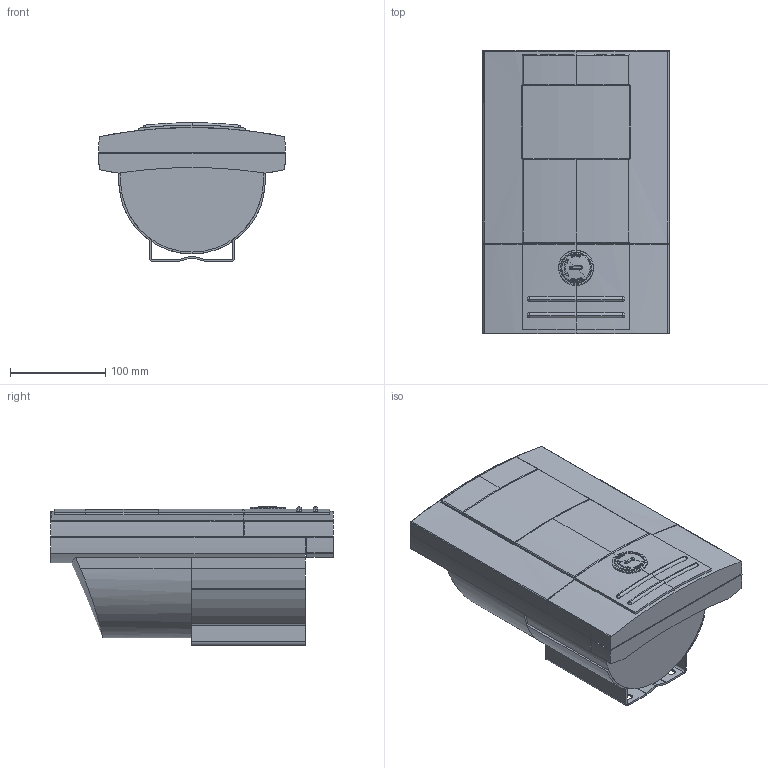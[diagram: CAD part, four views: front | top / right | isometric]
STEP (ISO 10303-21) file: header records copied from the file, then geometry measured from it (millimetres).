
FILE_DESCRIPTION (( 'STEP AP214' ), '1' );
FILE_NAME ('KROHNE_300W.STEP', '2009-11-24T12:01:43', ( 'desturmm' ), ( 'STURM Engineering & Marketing' ), 'SwSTEP 2.0', 'SolidWorks 2009', '' );
FILE_SCHEMA (( 'AUTOMOTIVE_DESIGN' ));
Length unit declared in the file: millimetre
Products named in the file (1): KROHNE_300W
Bounding box: 196.21 x 297.7 x 146.28 mm (x, y, z)
Volume: 4934154.8 mm3; surface area: 410543.3 mm2
Topology: 6 solids, 6 shells, 468 faces, 1270 edges, 825 vertices
Faces by surface type: plane 191, cylinder 145, bspline 53, torus 39, sphere 26, cone 14
Entity records: 25525 total; most frequent: CARTESIAN_POINT 8582, ORIENTED_EDGE 2524, DIRECTION 2420, EDGE_CURVE 1262, AXIS2_PLACEMENT_3D 936, VERTEX_POINT 825, LINE 548, VECTOR 548
